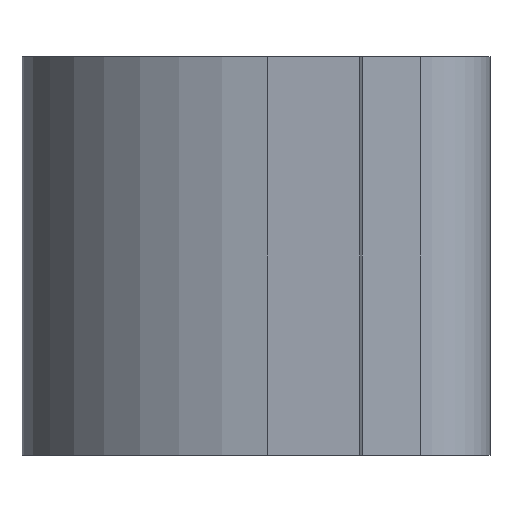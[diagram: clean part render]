
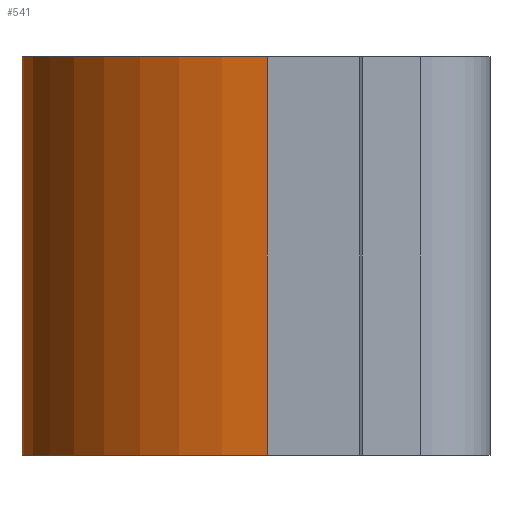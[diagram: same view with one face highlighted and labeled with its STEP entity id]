
A CAD part, left-side view. The second image highlights one B-rep face of the part: STEP entity #541.
In plain terms, the highlighted cylindrical face has radius 6.75 mm (diameter 13.5 mm), a partial arc.
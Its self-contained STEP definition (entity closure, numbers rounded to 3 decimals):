
#22 = CIRCLE ( 'NONE', #455, 6.75 ) ;
#30 = VERTEX_POINT ( 'NONE', #242 ) ;
#36 = DIRECTION ( 'NONE',  ( 0., 0., 1. ) ) ;
#45 = CARTESIAN_POINT ( 'NONE',  ( 0., 0., 5. ) ) ;
#60 = VERTEX_POINT ( 'NONE', #552 ) ;
#92 = ORIENTED_EDGE ( 'NONE', *, *, #168, .T. ) ;
#114 = ORIENTED_EDGE ( 'NONE', *, *, #292, .T. ) ;
#117 = ORIENTED_EDGE ( 'NONE', *, *, #158, .F. ) ;
#158 = EDGE_CURVE ( 'NONE', #60, #30, #590, .T. ) ;
#163 = CARTESIAN_POINT ( 'NONE',  ( 6.75, 0., -5. ) ) ;
#168 = EDGE_CURVE ( 'NONE', #210, #539, #22, .T. ) ;
#179 = DIRECTION ( 'NONE',  ( 1., 0., 0. ) ) ;
#184 = DIRECTION ( 'NONE',  ( 0., 0., 1. ) ) ;
#190 = EDGE_CURVE ( 'NONE', #30, #539, #584, .T. ) ;
#197 = CARTESIAN_POINT ( 'NONE',  ( 0., 0., -5. ) ) ;
#210 = VERTEX_POINT ( 'NONE', #163 ) ;
#242 = CARTESIAN_POINT ( 'NONE',  ( -6.724, 0.588, 5. ) ) ;
#282 = ORIENTED_EDGE ( 'NONE', *, *, #190, .F. ) ;
#292 = EDGE_CURVE ( 'NONE', #60, #210, #447, .T. ) ;
#312 = VECTOR ( 'NONE', #378, 1000. ) ;
#340 = CARTESIAN_POINT ( 'NONE',  ( 6.75, 0., 5. ) ) ;
#342 = CYLINDRICAL_SURFACE ( 'NONE', #543, 6.75 ) ;
#366 = FACE_OUTER_BOUND ( 'NONE', #578, .T. ) ;
#378 = DIRECTION ( 'NONE',  ( 0., 0., -1. ) ) ;
#398 = DIRECTION ( 'NONE',  ( -1., 0., 0. ) ) ;
#402 = CARTESIAN_POINT ( 'NONE',  ( 0., 0., 5. ) ) ;
#405 = DIRECTION ( 'NONE',  ( 0., 0., -1. ) ) ;
#420 = VECTOR ( 'NONE', #566, 1000. ) ;
#427 = CARTESIAN_POINT ( 'NONE',  ( -6.724, 0.588, -5. ) ) ;
#447 = LINE ( 'NONE', #340, #420 ) ;
#455 = AXIS2_PLACEMENT_3D ( 'NONE', #197, #184, #179 ) ;
#536 = AXIS2_PLACEMENT_3D ( 'NONE', #45, #36, #593 ) ;
#539 = VERTEX_POINT ( 'NONE', #427 ) ;
#541 = ADVANCED_FACE ( 'NONE', ( #366 ), #342, .T. ) ;
#543 = AXIS2_PLACEMENT_3D ( 'NONE', #402, #405, #398 ) ;
#552 = CARTESIAN_POINT ( 'NONE',  ( 6.75, 0., 5. ) ) ;
#566 = DIRECTION ( 'NONE',  ( 0., 0., -1. ) ) ;
#578 = EDGE_LOOP ( 'NONE', ( #92, #282, #117, #114 ) ) ;
#584 = LINE ( 'NONE', #605, #312 ) ;
#590 = CIRCLE ( 'NONE', #536, 6.75 ) ;
#593 = DIRECTION ( 'NONE',  ( 1., 0., 0. ) ) ;
#605 = CARTESIAN_POINT ( 'NONE',  ( -6.724, 0.588, 5. ) ) ;
